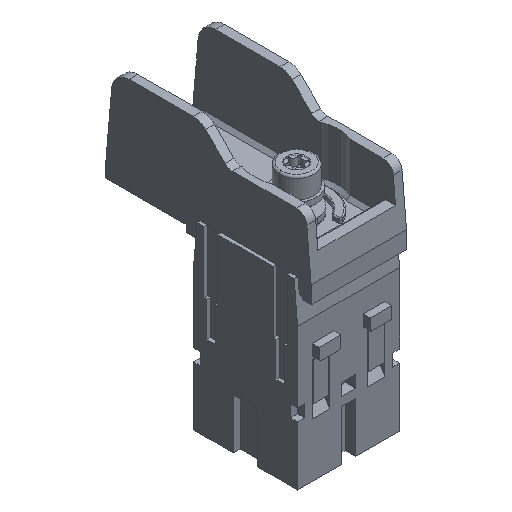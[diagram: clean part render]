
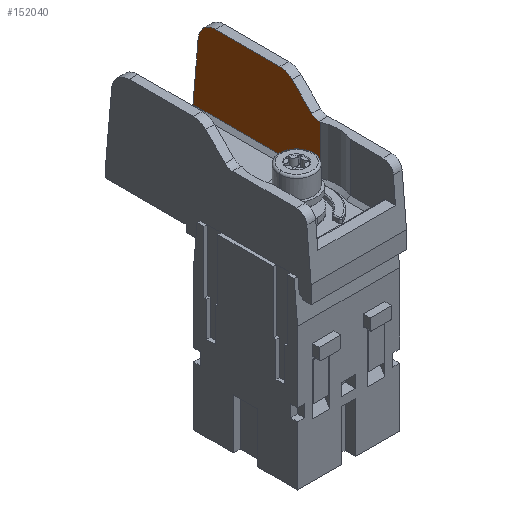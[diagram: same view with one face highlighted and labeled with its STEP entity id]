
A CAD part, isometric view. The second image highlights one B-rep face of the part: STEP entity #152040.
In plain terms, the highlighted planar face has unit normal (-1, 0, 0).
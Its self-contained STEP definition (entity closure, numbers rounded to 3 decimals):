
#131320=CARTESIAN_POINT('',(52.548,116.493,
-56.562));
#131330=VERTEX_POINT('',#131320);
#131360=CARTESIAN_POINT('',(52.548,96.057,
-58.35));
#131370=DIRECTION('',(0.,0.996,
0.087));
#131380=VECTOR('',#131370,1.);
#131390=LINE('',#131360,#131380);
#131400=CARTESIAN_POINT('',(52.548,99.057,
-58.088));
#131410=VERTEX_POINT('',#131400);
#131420=EDGE_CURVE('',#131410,#131330,#131390,.T.);
#147480=CARTESIAN_POINT('',(52.548,99.057,
-21.308));
#147490=VERTEX_POINT('',#147480);
#147720=CARTESIAN_POINT('',(52.548,99.057,
-39.742));
#147730=DIRECTION('',(0.,0.,1.));
#147740=VECTOR('',#147730,1.);
#147750=LINE('',#147720,#147740);
#147760=EDGE_CURVE('',#131410,#147490,#147750,.T.);
#151000=CARTESIAN_POINT('',(52.548,121.057,-33.021
));
#151010=VERTEX_POINT('',#151000);
#151040=CARTESIAN_POINT('',(52.548,121.057,
-27.92));
#151050=DIRECTION('',(0.,0.,1.));
#151060=VECTOR('',#151050,1.);
#151070=LINE('',#151040,#151060);
#151080=CARTESIAN_POINT('',(52.548,121.057,
-51.581));
#151090=VERTEX_POINT('',#151080);
#151100=EDGE_CURVE('',#151090,#151010,#151070,.T.);
#151330=CARTESIAN_POINT('',(52.548,116.057,
-51.581));
#151340=DIRECTION('',(-1.,0.,0.));
#151350=DIRECTION('',(0.,0.,-1.));
#151360=AXIS2_PLACEMENT_3D('',#151330,#151340,#151350);
#151370=CIRCLE('',#151360,5.);
#151380=EDGE_CURVE('',#151090,#131330,#151370,.T.);
#151530=CARTESIAN_POINT('',(52.548,98.057,-27.92
));
#151540=DIRECTION('',(-1.,0.,0.));
#151550=DIRECTION('',(0.,-1.,0.));
#151560=AXIS2_PLACEMENT_3D('',#151530,#151540,#151550);
#151570=PLANE('',#151560);
#151580=ORIENTED_EDGE('',*,*,#147760,.T.);
#151590=ORIENTED_EDGE('',*,*,#131420,.F.);
#151600=ORIENTED_EDGE('',*,*,#151380,.T.);
#151610=ORIENTED_EDGE('',*,*,#151100,.F.);
#151620=CARTESIAN_POINT('',(52.548,116.057,
-33.021));
#151630=DIRECTION('',(-1.,0.,0.));
#151640=DIRECTION('',(0.,0.,-1.));
#151650=AXIS2_PLACEMENT_3D('',#151620,#151630,#151640);
#151660=CIRCLE('',#151650,5.);
#151670=CARTESIAN_POINT('',(52.548,119.593,
-29.486));
#151680=VERTEX_POINT('',#151670);
#151690=EDGE_CURVE('',#151680,#151010,#151660,.T.);
#151700=ORIENTED_EDGE('',*,*,#151690,.T.);
#151710=CARTESIAN_POINT('',(52.548,96.057,
-5.95));
#151720=DIRECTION('',(0.,-0.707,
0.707));
#151730=VECTOR('',#151720,1.);
#151740=LINE('',#151710,#151730);
#151750=CARTESIAN_POINT('',(52.548,113.936,
-23.829));
#151760=VERTEX_POINT('',#151750);
#151770=EDGE_CURVE('',#151680,#151760,#151740,.T.);
#151780=ORIENTED_EDGE('',*,*,#151770,.F.);
#151790=CARTESIAN_POINT('',(52.548,116.057,
-21.707));
#151800=DIRECTION('',(1.,0.,0.));
#151810=DIRECTION('',(0.,0.,1.));
#151820=AXIS2_PLACEMENT_3D('',#151790,#151800,#151810);
#151830=CIRCLE('',#151820,3.);
#151840=CARTESIAN_POINT('',(52.548,113.057,
-21.707));
#151850=VERTEX_POINT('',#151840);
#151860=EDGE_CURVE('',#151850,#151760,#151830,.T.);
#151870=ORIENTED_EDGE('',*,*,#151860,.T.);
#151880=CARTESIAN_POINT('',(52.548,113.057,
-27.92));
#151890=DIRECTION('',(0.,0.,1.));
#151900=VECTOR('',#151890,1.);
#151910=LINE('',#151880,#151900);
#151920=CARTESIAN_POINT('',(52.548,113.057,
-21.308));
#151930=VERTEX_POINT('',#151920);
#151940=EDGE_CURVE('',#151850,#151930,#151910,.T.);
#151950=ORIENTED_EDGE('',*,*,#151940,.F.);
#151960=CARTESIAN_POINT('',(52.548,98.057,
-21.308));
#151970=DIRECTION('',(0.,-1.,0.));
#151980=VECTOR('',#151970,1.);
#151990=LINE('',#151960,#151980);
#152000=EDGE_CURVE('',#151930,#147490,#151990,.T.);
#152010=ORIENTED_EDGE('',*,*,#152000,.F.);
#152020=EDGE_LOOP('',(#152010,#151950,#151870,#151780,#151700,#151610,
#151600,#151590,#151580));
#152030=FACE_OUTER_BOUND('',#152020,.T.);
#152040=ADVANCED_FACE('',(#152030),#151570,.T.);
